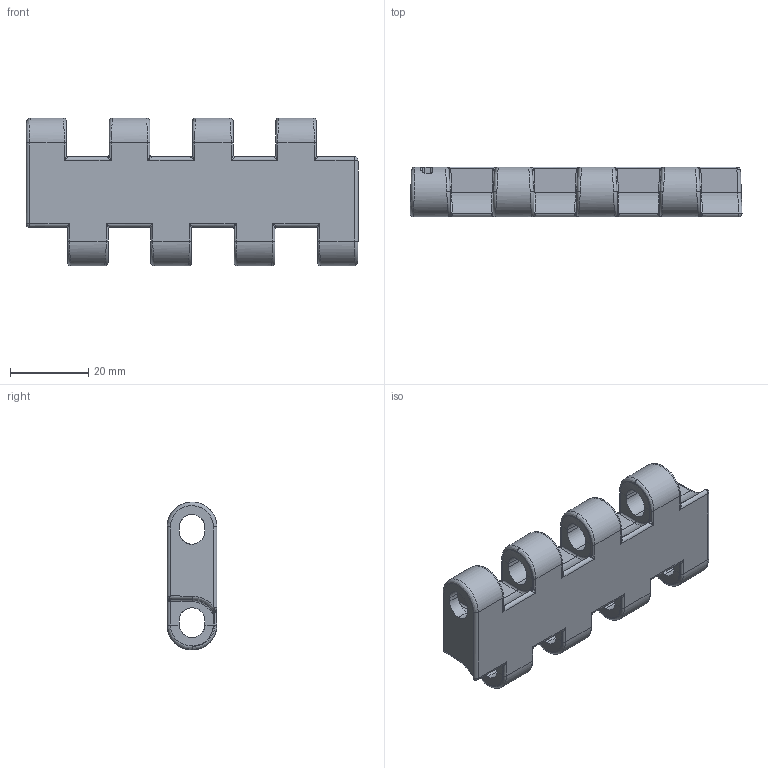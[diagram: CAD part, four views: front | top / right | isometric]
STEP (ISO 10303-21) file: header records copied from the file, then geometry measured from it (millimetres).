
FILE_DESCRIPTION (( 'STEP AP214' ), '1' );
FILE_NAME ('LF925501.2.STEP', '2021-03-12T07:52:09', ( '' ), ( '' ), 'SwSTEP 2.0', 'SolidWorks 2019', '' );
FILE_SCHEMA (( 'AUTOMOTIVE_DESIGN' ));
Length unit declared in the file: millimetre
Products named in the file (1): LF925501.2
Bounding box: 84.66 x 12.7 x 37.7 mm (x, y, z)
Volume: 17806.8 mm3; surface area: 10995.7 mm2
Topology: 1 solids, 1 shells, 607 faces, 1584 edges, 917 vertices
Faces by surface type: bspline 238, cylinder 228, plane 118, torus 20, sphere 3
Entity records: 27466 total; most frequent: CARTESIAN_POINT 15419, ORIENTED_EDGE 3072, DIRECTION 1874, EDGE_CURVE 1536, VERTEX_POINT 917, AXIS2_PLACEMENT_3D 694, EDGE_LOOP 613, FACE_OUTER_BOUND 607
